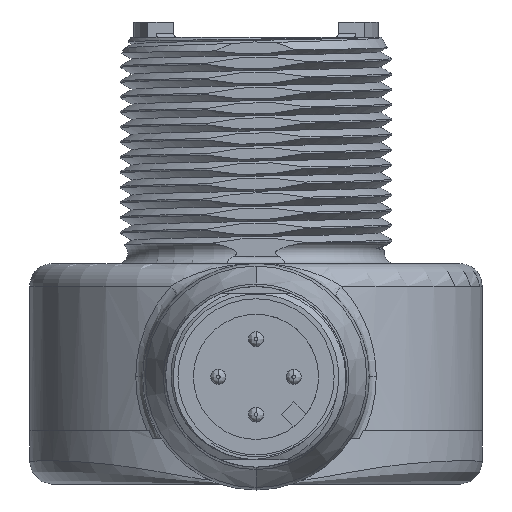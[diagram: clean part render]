
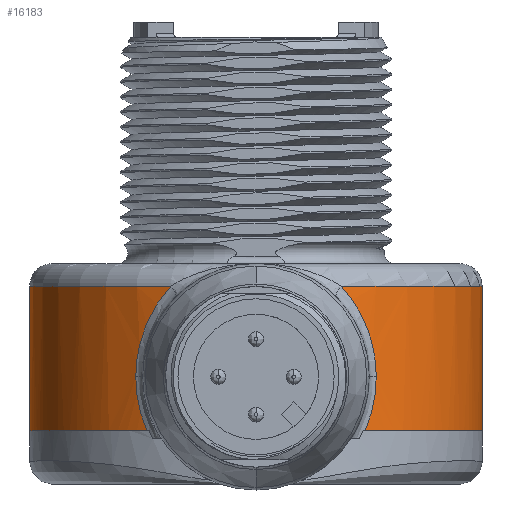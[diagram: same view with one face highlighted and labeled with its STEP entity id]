
A CAD part, front view. The second image highlights one B-rep face of the part: STEP entity #16183.
In plain terms, the highlighted cylindrical face has radius 15 mm (diameter 30 mm), a partial arc.
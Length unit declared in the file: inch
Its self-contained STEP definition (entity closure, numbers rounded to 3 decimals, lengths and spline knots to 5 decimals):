
#628=CARTESIAN_POINT('',(0.,0.,-0.43575));
#629=DIRECTION('',(0.,0.,1.));
#630=DIRECTION('',(0.482,-0.876,0.));
#631=AXIS2_PLACEMENT_3D('',#628,#629,#630);
#633=CARTESIAN_POINT('',(0.28475,-0.51737,
-0.43575));
#634=CARTESIAN_POINT('',(0.28697,-0.51614,
-0.43062));
#635=CARTESIAN_POINT('',(0.29115,-0.51381,
-0.42032));
#636=CARTESIAN_POINT('',(0.29661,-0.51067,
-0.40472));
#637=CARTESIAN_POINT('',(0.3013,-0.50792,
-0.38903));
#638=CARTESIAN_POINT('',(0.30521,-0.50558,
-0.37331));
#639=CARTESIAN_POINT('',(0.30836,-0.50365,
-0.3576));
#640=CARTESIAN_POINT('',(0.31079,-0.50216,
-0.34192));
#641=CARTESIAN_POINT('',(0.31249,-0.5011,
-0.32629));
#642=CARTESIAN_POINT('',(0.3135,-0.50047,
-0.31073));
#643=CARTESIAN_POINT('',(0.31373,-0.50032,
-0.30042));
#644=CARTESIAN_POINT('',(0.31373,-0.50032,
-0.29528));
#646=CARTESIAN_POINT('',(0.31373,-0.50032,
-0.29528));
#647=CARTESIAN_POINT('',(0.31373,-0.50032,
-0.28989));
#648=CARTESIAN_POINT('',(0.31348,-0.50048,
-0.27909));
#649=CARTESIAN_POINT('',(0.31237,-0.50118,
-0.26275));
#650=CARTESIAN_POINT('',(0.31049,-0.50235,
-0.24631));
#651=CARTESIAN_POINT('',(0.3078,-0.504,
-0.22982));
#652=CARTESIAN_POINT('',(0.30431,-0.50612,
-0.2133));
#653=CARTESIAN_POINT('',(0.29998,-0.5087,
-0.19679));
#654=CARTESIAN_POINT('',(0.29479,-0.51172,
-0.18033));
#655=CARTESIAN_POINT('',(0.28873,-0.51517,
-0.16398));
#656=CARTESIAN_POINT('',(0.28178,-0.51901,
-0.14779));
#657=CARTESIAN_POINT('',(0.27394,-0.5232,
-0.13182));
#658=CARTESIAN_POINT('',(0.26521,-0.52768,
-0.11619));
#659=CARTESIAN_POINT('',(0.25564,-0.53239,
-0.10099));
#660=CARTESIAN_POINT('',(0.24526,-0.53726,
-0.08633));
#661=CARTESIAN_POINT('',(0.23413,-0.54221,
-0.07227));
#662=CARTESIAN_POINT('',(0.22627,-0.5455,
-0.06339));
#663=CARTESIAN_POINT('',(0.22222,-0.54714,
-0.05906));
#665=CARTESIAN_POINT('',(0.,0.,-0.05906));
#666=DIRECTION('',(0.,0.,-1.));
#667=DIRECTION('',(-1.,0.,0.));
#668=AXIS2_PLACEMENT_3D('',#665,#666,#667);
#670=CARTESIAN_POINT('',(0.,0.,-0.05906));
#671=DIRECTION('',(0.,0.,-1.));
#672=DIRECTION('',(-0.376,-0.926,0.));
#673=AXIS2_PLACEMENT_3D('',#670,#671,#672);
#675=CARTESIAN_POINT('',(-0.22222,-0.54714,
-0.05905));
#676=CARTESIAN_POINT('',(-0.22627,-0.5455,
-0.06338));
#677=CARTESIAN_POINT('',(-0.23413,-0.54221,
-0.07227));
#678=CARTESIAN_POINT('',(-0.24526,-0.53726,
-0.08632));
#679=CARTESIAN_POINT('',(-0.25563,-0.53239,
-0.10099));
#680=CARTESIAN_POINT('',(-0.26521,-0.52768,
-0.11618));
#681=CARTESIAN_POINT('',(-0.27393,-0.5232,
-0.13181));
#682=CARTESIAN_POINT('',(-0.28178,-0.51901,
-0.14777));
#683=CARTESIAN_POINT('',(-0.28873,-0.51518,
-0.16396));
#684=CARTESIAN_POINT('',(-0.29479,-0.51173,
-0.18031));
#685=CARTESIAN_POINT('',(-0.29998,-0.5087,
-0.19677));
#686=CARTESIAN_POINT('',(-0.30431,-0.50612,
-0.21328));
#687=CARTESIAN_POINT('',(-0.3078,-0.504,
-0.22981));
#688=CARTESIAN_POINT('',(-0.31048,-0.50235,
-0.2463));
#689=CARTESIAN_POINT('',(-0.31237,-0.50118,
-0.26274));
#690=CARTESIAN_POINT('',(-0.31348,-0.50048,
-0.27909));
#691=CARTESIAN_POINT('',(-0.31373,-0.50032,
-0.28989));
#692=CARTESIAN_POINT('',(-0.31373,-0.50032,
-0.29528));
#694=CARTESIAN_POINT('',(-0.31373,-0.50032,
-0.29528));
#695=CARTESIAN_POINT('',(-0.31373,-0.50032,
-0.30042));
#696=CARTESIAN_POINT('',(-0.3135,-0.50047,
-0.31073));
#697=CARTESIAN_POINT('',(-0.31249,-0.5011,
-0.3263));
#698=CARTESIAN_POINT('',(-0.31078,-0.50216,
-0.34194));
#699=CARTESIAN_POINT('',(-0.30836,-0.50366,
-0.35763));
#700=CARTESIAN_POINT('',(-0.3052,-0.50558,
-0.37334));
#701=CARTESIAN_POINT('',(-0.30129,-0.50792,
-0.38906));
#702=CARTESIAN_POINT('',(-0.29661,-0.51067,
-0.40474));
#703=CARTESIAN_POINT('',(-0.29114,-0.51381,
-0.42033));
#704=CARTESIAN_POINT('',(-0.28697,-0.51614,
-0.43062));
#705=CARTESIAN_POINT('',(-0.28475,-0.51737,
-0.43575));
#5050=CARTESIAN_POINT('',(0.22222,-0.54714,
-0.05906));
#14119=CARTESIAN_POINT('',(-0.59055,0.,
-0.05906));
#14121=VERTEX_POINT('',#14119);
#14285=VERTEX_POINT('',#5050);
#14288=VERTEX_POINT('',#646);
#14293=VERTEX_POINT('',#675);
#14294=VERTEX_POINT('',#692);
#15172=CARTESIAN_POINT('',(0.28475,-0.51737,
-0.43575));
#15173=CARTESIAN_POINT('',(-0.28475,-0.51737,
-0.43575));
#15174=VERTEX_POINT('',#15172);
#15175=VERTEX_POINT('',#15173);
#16164=CARTESIAN_POINT('',(0.,0.,-0.64961));
#16165=DIRECTION('',(0.,0.,1.));
#16166=DIRECTION('',(1.,0.,0.));
#16167=AXIS2_PLACEMENT_3D('',#16164,#16165,#16166);
#16168=CYLINDRICAL_SURFACE('',#16167,0.59055);
#16169=ORIENTED_EDGE('',*,*,#16153,.F.);
#16171=ORIENTED_EDGE('',*,*,#16170,.T.);
#16173=ORIENTED_EDGE('',*,*,#16172,.T.);
#16175=ORIENTED_EDGE('',*,*,#16174,.F.);
#16177=ORIENTED_EDGE('',*,*,#16176,.F.);
#16179=ORIENTED_EDGE('',*,*,#16178,.T.);
#16180=ORIENTED_EDGE('',*,*,#16138,.T.);
#16181=EDGE_LOOP('',(#16169,#16171,#16173,#16175,#16177,#16179,#16180));
#16182=FACE_OUTER_BOUND('',#16181,.F.);
#16183=ADVANCED_FACE('',(#16182),#16168,.T.);
#632=CIRCLE('',#631,0.59055);
#645=B_SPLINE_CURVE_WITH_KNOTS('',3,(#633,#634,#635,#636,#637,#638,#639,#640,
#641,#642,#643,#644),.UNSPECIFIED.,.F.,.F.,(4,1,1,1,1,1,1,1,1,4),(0.,
0.11111,0.22222,0.33333,0.44444,
0.55556,0.66667,0.77778,0.88889,1.),
.UNSPECIFIED.);
#664=B_SPLINE_CURVE_WITH_KNOTS('',3,(#646,#647,#648,#649,#650,#651,#652,#653,
#654,#655,#656,#657,#658,#659,#660,#661,#662,#663),.UNSPECIFIED.,.F.,.F.,(4,1,1,
1,1,1,1,1,1,1,1,1,1,1,1,4),(0.,0.06667,0.13333,0.2,
0.26667,0.33333,0.4,0.46667,0.53333,
0.6,0.66667,0.73333,0.8,0.86667,
0.93333,1.),.UNSPECIFIED.);
#669=CIRCLE('',#668,0.59055);
#674=CIRCLE('',#673,0.59055);
#693=B_SPLINE_CURVE_WITH_KNOTS('',3,(#675,#676,#677,#678,#679,#680,#681,#682,
#683,#684,#685,#686,#687,#688,#689,#690,#691,#692),.UNSPECIFIED.,.F.,.F.,(4,1,1,
1,1,1,1,1,1,1,1,1,1,1,1,4),(0.,0.06667,0.13333,0.2,
0.26667,0.33333,0.4,0.46667,0.53333,
0.6,0.66667,0.73333,0.8,0.86667,
0.93333,1.),.UNSPECIFIED.);
#706=B_SPLINE_CURVE_WITH_KNOTS('',3,(#694,#695,#696,#697,#698,#699,#700,#701,
#702,#703,#704,#705),.UNSPECIFIED.,.F.,.F.,(4,1,1,1,1,1,1,1,1,4),(0.,
0.11111,0.22222,0.33333,0.44444,
0.55556,0.66667,0.77778,0.88889,1.),
.UNSPECIFIED.);
#16138=EDGE_CURVE('',#14294,#15175,#706,.T.);
#16153=EDGE_CURVE('',#15174,#15175,#632,.T.);
#16170=EDGE_CURVE('',#15174,#14288,#645,.T.);
#16172=EDGE_CURVE('',#14288,#14285,#664,.T.);
#16174=EDGE_CURVE('',#14121,#14285,#669,.T.);
#16176=EDGE_CURVE('',#14293,#14121,#674,.T.);
#16178=EDGE_CURVE('',#14293,#14294,#693,.T.);
